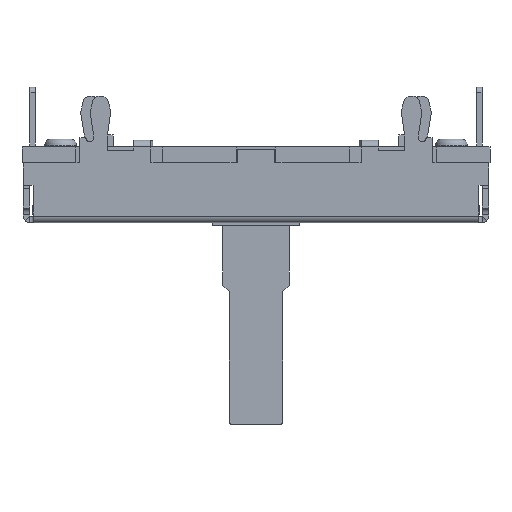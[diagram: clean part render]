
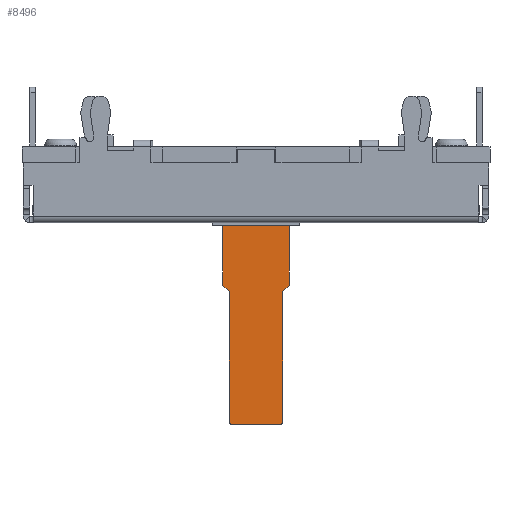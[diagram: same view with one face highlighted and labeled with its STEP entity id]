
A CAD part, front view. The second image highlights one B-rep face of the part: STEP entity #8496.
In plain terms, the highlighted planar face has unit normal (0, -1, 0).
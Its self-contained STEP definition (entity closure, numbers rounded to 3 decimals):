
#406=CIRCLE('',#9167,0.2);
#407=CIRCLE('',#9169,0.2);
#816=FACE_OUTER_BOUND('',#1275,.T.);
#1275=EDGE_LOOP('',(#7702,#7703,#7704,#7705,#7706,#7707,#7708,#7709,#7710,
#7711));
#2244=LINE('',#14185,#3230);
#2248=LINE('',#14193,#3234);
#2252=LINE('',#14200,#3238);
#2260=LINE('',#14223,#3246);
#2261=LINE('',#14225,#3247);
#2262=LINE('',#14226,#3248);
#2263=LINE('',#14228,#3249);
#2264=LINE('',#14231,#3250);
#3230=VECTOR('',#11396,5.);
#3234=VECTOR('',#11402,4.5);
#3238=VECTOR('',#11408,0.707);
#3246=VECTOR('',#11428,9.8);
#3247=VECTOR('',#11429,0.707);
#3248=VECTOR('',#11430,4.5);
#3249=VECTOR('',#11431,9.8);
#3250=VECTOR('',#11434,3.6);
#4040=VERTEX_POINT('',#14181);
#4042=VERTEX_POINT('',#14184);
#4044=VERTEX_POINT('',#14190);
#4047=VERTEX_POINT('',#14198);
#4054=VERTEX_POINT('',#14216);
#4055=VERTEX_POINT('',#14217);
#4056=VERTEX_POINT('',#14222);
#4057=VERTEX_POINT('',#14224);
#4058=VERTEX_POINT('',#14227);
#4059=VERTEX_POINT('',#14229);
#5259=EDGE_CURVE('',#4042,#4040,#2244,.T.);
#5263=EDGE_CURVE('',#4040,#4044,#2248,.T.);
#5267=EDGE_CURVE('',#4044,#4047,#2252,.T.);
#5275=EDGE_CURVE('',#4054,#4055,#406,.T.);
#5278=EDGE_CURVE('',#4056,#4055,#2260,.T.);
#5279=EDGE_CURVE('',#4056,#4057,#2261,.T.);
#5280=EDGE_CURVE('',#4042,#4057,#2262,.T.);
#5281=EDGE_CURVE('',#4058,#4047,#2263,.T.);
#5282=EDGE_CURVE('',#4058,#4059,#407,.T.);
#5283=EDGE_CURVE('',#4054,#4059,#2264,.T.);
#7702=ORIENTED_EDGE('',*,*,#5275,.T.);
#7703=ORIENTED_EDGE('',*,*,#5278,.F.);
#7704=ORIENTED_EDGE('',*,*,#5279,.T.);
#7705=ORIENTED_EDGE('',*,*,#5280,.F.);
#7706=ORIENTED_EDGE('',*,*,#5259,.T.);
#7707=ORIENTED_EDGE('',*,*,#5263,.T.);
#7708=ORIENTED_EDGE('',*,*,#5267,.T.);
#7709=ORIENTED_EDGE('',*,*,#5281,.F.);
#7710=ORIENTED_EDGE('',*,*,#5282,.T.);
#7711=ORIENTED_EDGE('',*,*,#5283,.F.);
#8077=PLANE('',#9168);
#8496=ADVANCED_FACE('',(#816),#8077,.F.);
#9167=AXIS2_PLACEMENT_3D('',#14218,#11422,#11423);
#9168=AXIS2_PLACEMENT_3D('',#14221,#11426,#11427);
#9169=AXIS2_PLACEMENT_3D('',#14230,#11432,#11433);
#11396=DIRECTION('',(-1.,0.,0.));
#11402=DIRECTION('',(0.,0.,-1.));
#11408=DIRECTION('',(0.707,0.,-0.707));
#11422=DIRECTION('center_axis',(0.,-1.,0.));
#11423=DIRECTION('ref_axis',(0.,0.,-1.));
#11426=DIRECTION('center_axis',(0.,1.,0.));
#11427=DIRECTION('ref_axis',(-1.,0.,0.));
#11428=DIRECTION('',(0.,0.,-1.));
#11429=DIRECTION('',(0.707,0.,0.707));
#11430=DIRECTION('',(0.,0.,-1.));
#11431=DIRECTION('',(0.,0.,1.));
#11432=DIRECTION('center_axis',(0.,-1.,0.));
#11433=DIRECTION('ref_axis',(-1.,0.,0.));
#11434=DIRECTION('',(-1.,0.,0.));
#14181=CARTESIAN_POINT('',(15.1,4.05,-5.9));
#14184=CARTESIAN_POINT('',(20.1,4.05,-5.9));
#14185=CARTESIAN_POINT('',(20.1,4.05,-5.9));
#14190=CARTESIAN_POINT('',(15.1,4.05,-10.4));
#14193=CARTESIAN_POINT('',(15.1,4.05,-5.9));
#14198=CARTESIAN_POINT('',(15.6,4.05,-10.9));
#14200=CARTESIAN_POINT('',(15.1,4.05,-10.4));
#14216=CARTESIAN_POINT('',(19.4,4.05,-20.9));
#14217=CARTESIAN_POINT('',(19.6,4.05,-20.7));
#14218=CARTESIAN_POINT('Origin',(19.4,4.05,-20.7));
#14221=CARTESIAN_POINT('Origin',(17.6,4.05,-13.4));
#14222=CARTESIAN_POINT('',(19.6,4.05,-10.9));
#14223=CARTESIAN_POINT('',(19.6,4.05,-10.9));
#14224=CARTESIAN_POINT('',(20.1,4.05,-10.4));
#14225=CARTESIAN_POINT('',(19.6,4.05,-10.9));
#14226=CARTESIAN_POINT('',(20.1,4.05,-5.9));
#14227=CARTESIAN_POINT('',(15.6,4.05,-20.7));
#14228=CARTESIAN_POINT('',(15.6,4.05,-20.7));
#14229=CARTESIAN_POINT('',(15.8,4.05,-20.9));
#14230=CARTESIAN_POINT('Origin',(15.8,4.05,-20.7));
#14231=CARTESIAN_POINT('',(19.4,4.05,-20.9));
